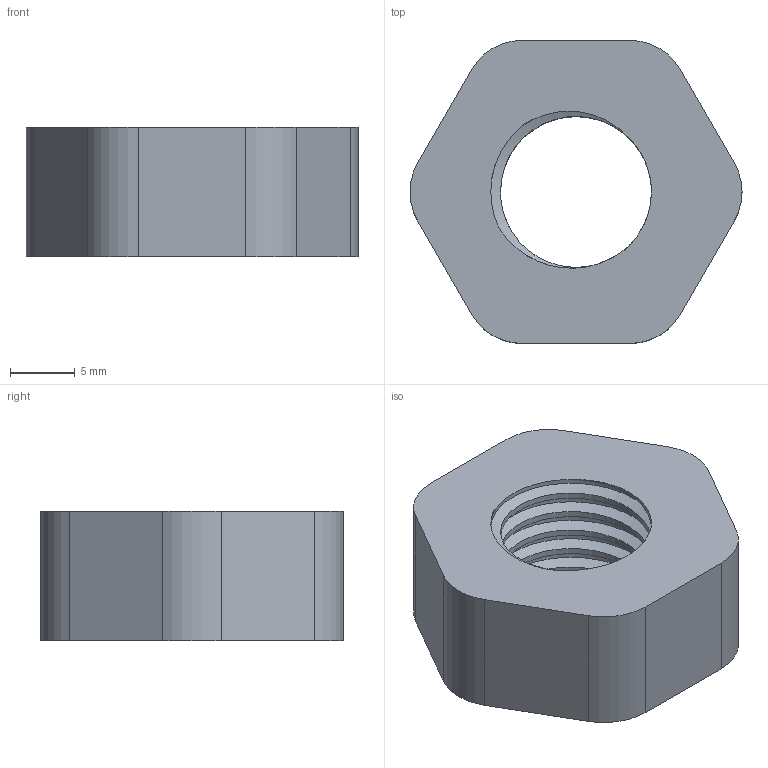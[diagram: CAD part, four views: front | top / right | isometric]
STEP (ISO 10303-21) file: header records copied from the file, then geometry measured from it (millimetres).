
FILE_DESCRIPTION (( 'STEP AP203' ), '1' );
FILE_NAME ('filament spool holder spindle-retainer-1 (Default).STEP', '2021-11-19T20:49:13', ( '' ), ( '' ), 'SwSTEP 2.0', 'SolidWorks 2020', '' );
FILE_SCHEMA (( 'CONFIG_CONTROL_DESIGN' ));
Length unit declared in the file: millimetre
Products named in the file (1): filament spool holder spindle-retainer-1 (Default)
Bounding box: 25.65 x 23.42 x 10 mm (x, y, z)
Volume: 3470.7 mm3; surface area: 2069.5 mm2
Topology: 1 solids, 1 shells, 33 faces, 93 edges, 62 vertices
Faces by surface type: cylinder 21, plane 9, bspline 3
Entity records: 3288 total; most frequent: CARTESIAN_POINT 2454, ORIENTED_EDGE 186, DIRECTION 132, EDGE_CURVE 93, VERTEX_POINT 62, AXIS2_PLACEMENT_3D 46, VECTOR 40, LINE 40
